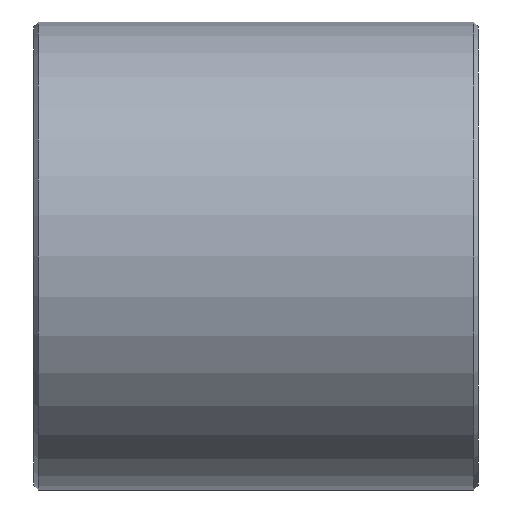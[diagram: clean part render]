
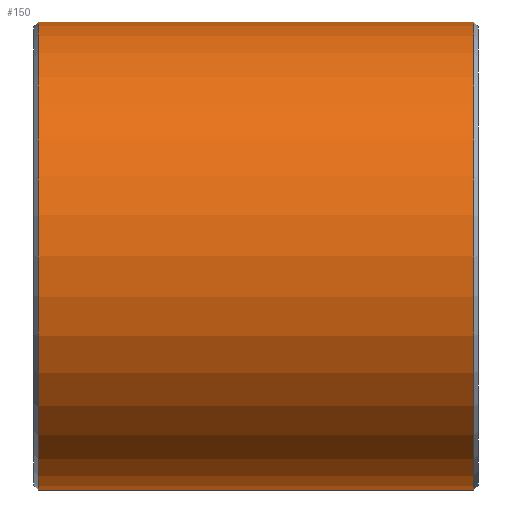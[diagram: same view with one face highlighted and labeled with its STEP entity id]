
A CAD part, left-side view. The second image highlights one B-rep face of the part: STEP entity #150.
In plain terms, the highlighted cylindrical face has radius 10 mm (diameter 20 mm), a partial arc.
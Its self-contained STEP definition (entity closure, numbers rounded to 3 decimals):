
#32 = VECTOR ( 'NONE', #257, 1000. ) ;
#33 = CARTESIAN_POINT ( 'NONE',  ( 0., 9.5, -10. ) ) ;
#45 = CARTESIAN_POINT ( 'NONE',  ( 0., 9.5, 10. ) ) ;
#46 = ORIENTED_EDGE ( 'NONE', *, *, #364, .T. ) ;
#64 = LINE ( 'NONE', #33, #168 ) ;
#68 = DIRECTION ( 'NONE',  ( 0., 0., -1. ) ) ;
#74 = LINE ( 'NONE', #45, #32 ) ;
#95 = CYLINDRICAL_SURFACE ( 'NONE', #200, 10. ) ;
#107 = EDGE_CURVE ( 'NONE', #173, #377, #64, .T. ) ;
#111 = CARTESIAN_POINT ( 'NONE',  ( 0., -9.3, -10. ) ) ;
#115 = CARTESIAN_POINT ( 'NONE',  ( 0., 9.3, 0. ) ) ;
#139 = VERTEX_POINT ( 'NONE', #341 ) ;
#147 = ORIENTED_EDGE ( 'NONE', *, *, #188, .F. ) ;
#150 = ADVANCED_FACE ( 'NONE', ( #251 ), #95, .T. ) ;
#156 = CARTESIAN_POINT ( 'NONE',  ( 0., 9.5, 0. ) ) ;
#159 = ORIENTED_EDGE ( 'NONE', *, *, #237, .F. ) ;
#168 = VECTOR ( 'NONE', #248, 1000. ) ;
#173 = VERTEX_POINT ( 'NONE', #197 ) ;
#187 = VERTEX_POINT ( 'NONE', #384 ) ;
#188 = EDGE_CURVE ( 'NONE', #187, #377, #347, .T. ) ;
#197 = CARTESIAN_POINT ( 'NONE',  ( 0., 9.3, -10. ) ) ;
#200 = AXIS2_PLACEMENT_3D ( 'NONE', #156, #223, #68 ) ;
#223 = DIRECTION ( 'NONE',  ( 0., -1., 0. ) ) ;
#225 = CARTESIAN_POINT ( 'NONE',  ( 0., -9.3, 0. ) ) ;
#229 = DIRECTION ( 'NONE',  ( 0., 0., -1. ) ) ;
#237 = EDGE_CURVE ( 'NONE', #139, #187, #74, .T. ) ;
#248 = DIRECTION ( 'NONE',  ( 0., -1., 0. ) ) ;
#251 = FACE_OUTER_BOUND ( 'NONE', #376, .T. ) ;
#257 = DIRECTION ( 'NONE',  ( 0., -1., 0. ) ) ;
#269 = AXIS2_PLACEMENT_3D ( 'NONE', #225, #318, #229 ) ;
#283 = AXIS2_PLACEMENT_3D ( 'NONE', #115, #357, #330 ) ;
#286 = ORIENTED_EDGE ( 'NONE', *, *, #107, .T. ) ;
#318 = DIRECTION ( 'NONE',  ( 0., -1., 0. ) ) ;
#330 = DIRECTION ( 'NONE',  ( 0., 0., -1. ) ) ;
#341 = CARTESIAN_POINT ( 'NONE',  ( 0., 9.3, 10. ) ) ;
#347 = CIRCLE ( 'NONE', #269, 10. ) ;
#357 = DIRECTION ( 'NONE',  ( 0., -1., 0. ) ) ;
#361 = CIRCLE ( 'NONE', #283, 10. ) ;
#364 = EDGE_CURVE ( 'NONE', #139, #173, #361, .T. ) ;
#376 = EDGE_LOOP ( 'NONE', ( #159, #46, #286, #147 ) ) ;
#377 = VERTEX_POINT ( 'NONE', #111 ) ;
#384 = CARTESIAN_POINT ( 'NONE',  ( 0., -9.3, 10. ) ) ;
